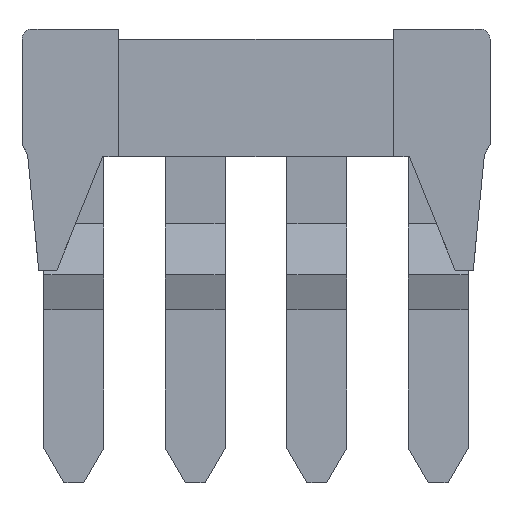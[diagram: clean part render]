
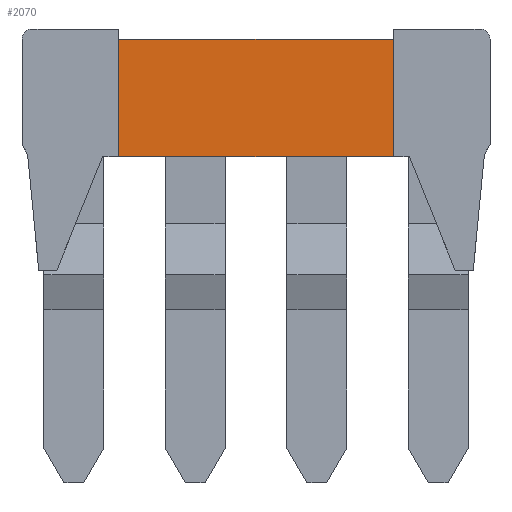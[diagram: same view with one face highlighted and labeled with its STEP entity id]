
A CAD part, top view. The second image highlights one B-rep face of the part: STEP entity #2070.
In plain terms, the highlighted planar face has unit normal (0, 0, 1).
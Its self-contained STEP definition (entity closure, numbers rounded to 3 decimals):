
#113=DIRECTION('',(0.,-1.,0.));
#114=VECTOR('',#113,5.9);
#115=CARTESIAN_POINT('',(2.25,3.65,1.4));
#116=LINE('',#115,#114);
#133=DIRECTION('',(-1.,0.,0.));
#134=VECTOR('',#133,13.8);
#135=CARTESIAN_POINT('',(16.05,3.65,1.4));
#136=LINE('',#135,#134);
#217=DIRECTION('',(-1.,0.,0.));
#218=VECTOR('',#217,13.8);
#219=CARTESIAN_POINT('',(16.05,-2.25,1.4));
#220=LINE('',#219,#218);
#687=DIRECTION('',(0.,-1.,0.));
#688=VECTOR('',#687,5.9);
#689=CARTESIAN_POINT('',(16.05,3.65,1.4));
#690=LINE('',#689,#688);
#1008=CARTESIAN_POINT('',(16.05,-2.25,1.4));
#1010=VERTEX_POINT('',#1008);
#1011=CARTESIAN_POINT('',(2.25,-2.25,1.4));
#1012=VERTEX_POINT('',#1011);
#1019=CARTESIAN_POINT('',(16.05,3.65,1.4));
#1020=CARTESIAN_POINT('',(2.25,3.65,1.4));
#1021=VERTEX_POINT('',#1019);
#1022=VERTEX_POINT('',#1020);
#2059=CARTESIAN_POINT('',(16.05,4.15,1.4));
#2060=DIRECTION('',(0.,0.,-1.));
#2061=DIRECTION('',(-1.,0.,0.));
#2062=AXIS2_PLACEMENT_3D('',#2059,#2060,#2061);
#2063=PLANE('',#2062);
#2064=ORIENTED_EDGE('',*,*,#1365,.T.);
#2065=ORIENTED_EDGE('',*,*,#1290,.F.);
#2066=ORIENTED_EDGE('',*,*,#1315,.F.);
#2067=ORIENTED_EDGE('',*,*,#2048,.T.);
#2068=EDGE_LOOP('',(#2064,#2065,#2066,#2067));
#2069=FACE_OUTER_BOUND('',#2068,.F.);
#2070=ADVANCED_FACE('',(#2069),#2063,.F.);
#1290=EDGE_CURVE('',#1022,#1012,#116,.T.);
#1315=EDGE_CURVE('',#1021,#1022,#136,.T.);
#1365=EDGE_CURVE('',#1010,#1012,#220,.T.);
#2048=EDGE_CURVE('',#1021,#1010,#690,.T.);
